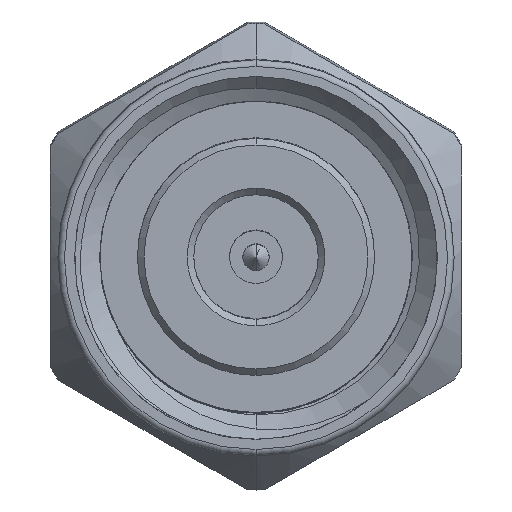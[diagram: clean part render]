
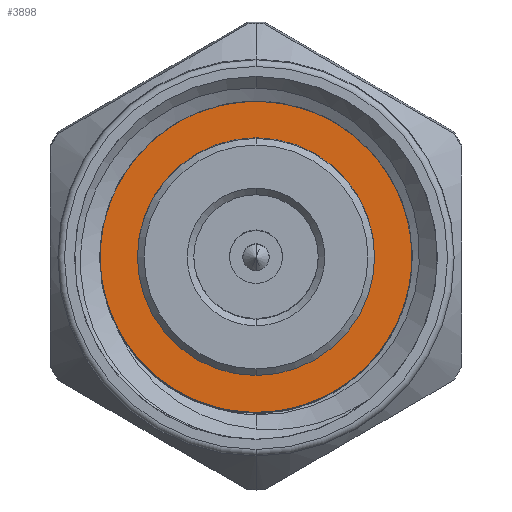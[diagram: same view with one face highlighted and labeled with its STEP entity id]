
A CAD part, top view. The second image highlights one B-rep face of the part: STEP entity #3898.
In plain terms, the highlighted planar face has unit normal (0, -0.009, 1).
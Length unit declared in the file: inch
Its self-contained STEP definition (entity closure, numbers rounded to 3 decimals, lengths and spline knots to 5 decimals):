
#41 = CARTESIAN_POINT ( 'NONE',  ( 0., 0.30316, 0.18803 ) ) ;
#74 = CARTESIAN_POINT ( 'NONE',  ( 0., 0.16537, 0.18683 ) ) ;
#225 = VECTOR ( 'NONE', #3951, 39.37008 ) ;
#229 = CARTESIAN_POINT ( 'NONE',  ( -0.04276, 0.03697, 0.18571 ) ) ;
#260 = CARTESIAN_POINT ( 'NONE',  ( 0., 0.16537, 0.18683 ) ) ;
#292 = ORIENTED_EDGE ( 'NONE', *, *, #2477, .T. ) ;
#679 = CARTESIAN_POINT ( 'NONE',  ( -0.08994, 0.06834, 0.18598 ) ) ;
#767 = AXIS2_PLACEMENT_3D ( 'NONE', #3440, #1042, #4453 ) ;
#884 = ORIENTED_EDGE ( 'NONE', *, *, #3475, .T. ) ;
#1042 = DIRECTION ( 'NONE',  ( 0., -0.009, 1. ) ) ;
#1091 = CARTESIAN_POINT ( 'NONE',  ( 0., 0.16537, 0.18683 ) ) ;
#1199 = DIRECTION ( 'NONE',  ( 0., -1., -0.009 ) ) ;
#1259 = CARTESIAN_POINT ( 'NONE',  ( 0., 0.28398, 0.18786 ) ) ;
#1311 = AXIS2_PLACEMENT_3D ( 'NONE', #74, #6113, #1199 ) ;
#1343 = CARTESIAN_POINT ( 'NONE',  ( 0., 0.16537, 0.18683 ) ) ;
#1399 = B_SPLINE_CURVE_WITH_KNOTS ( 'NONE', 3,
 ( #2954, #2930, #6333, #3426, #1471, #1967, #4415, #5883, #2977, #3542, #2118, #679, #4151, #4626, #4087, #3183, #229, #2218, #2137, #4564 ),
 .UNSPECIFIED., .F., .F.,
 ( 4, 2, 2, 2, 2, 2, 2, 2, 2, 4 ),
 ( 0., 0.00096, 0.00191, 0.00383, 0.00431, 0.00479, 0.00574, 0.00622, 0.0067, 0.00766 ),
 .UNSPECIFIED. ) ;
#1471 = CARTESIAN_POINT ( 'NONE',  ( -0.11925, 0.19765, 0.18711 ) ) ;
#1628 = EDGE_CURVE ( 'NONE', #4258, #5088, #2399, .T. ) ;
#1764 = ORIENTED_EDGE ( 'NONE', *, *, #6137, .F. ) ;
#1956 = CARTESIAN_POINT ( 'NONE',  ( 0., 0.02758, 0.18563 ) ) ;
#1967 = CARTESIAN_POINT ( 'NONE',  ( -0.12781, 0.16069, 0.18679 ) ) ;
#1994 = ORIENTED_EDGE ( 'NONE', *, *, #3589, .F. ) ;
#2111 = VERTEX_POINT ( 'NONE', #5896 ) ;
#2118 = CARTESIAN_POINT ( 'NONE',  ( -0.10161, 0.08312, 0.18611 ) ) ;
#2137 = CARTESIAN_POINT ( 'NONE',  ( -0.01271, 0.02829, 0.18563 ) ) ;
#2218 = CARTESIAN_POINT ( 'NONE',  ( -0.02498, 0.03075, 0.18565 ) ) ;
#2399 = CIRCLE ( 'NONE', #3001, 0.1378 ) ;
#2477 = EDGE_CURVE ( 'NONE', #5876, #3145, #3818, .T. ) ;
#2669 = ORIENTED_EDGE ( 'NONE', *, *, #3134, .T. ) ;
#2868 = CARTESIAN_POINT ( 'NONE',  ( -0.05976, 0.269, 0.18773 ) ) ;
#2930 = CARTESIAN_POINT ( 'NONE',  ( -0.09345, 0.24084, 0.18749 ) ) ;
#2954 = CARTESIAN_POINT ( 'NONE',  ( -0.08387, 0.24924, 0.18756 ) ) ;
#2977 = CARTESIAN_POINT ( 'NONE',  ( -0.11144, 0.09931, 0.18625 ) ) ;
#2998 = CARTESIAN_POINT ( 'NONE',  ( -0.08387, 0.24924, 0.18756 ) ) ;
#3001 = AXIS2_PLACEMENT_3D ( 'NONE', #260, #4131, #6136 ) ;
#3134 = EDGE_CURVE ( 'NONE', #5088, #5876, #3386, .T. ) ;
#3145 = VERTEX_POINT ( 'NONE', #2998 ) ;
#3183 = CARTESIAN_POINT ( 'NONE',  ( -0.04863, 0.03949, 0.18573 ) ) ;
#3278 = EDGE_LOOP ( 'NONE', ( #3300, #2669, #292, #884 ) ) ;
#3300 = ORIENTED_EDGE ( 'NONE', *, *, #1628, .T. ) ;
#3348 = DIRECTION ( 'NONE',  ( 0., -0.009, 1. ) ) ;
#3386 = LINE ( 'NONE', #1091, #225 ) ;
#3426 = CARTESIAN_POINT ( 'NONE',  ( -0.11452, 0.2094, 0.18721 ) ) ;
#3440 = CARTESIAN_POINT ( 'NONE',  ( 0., 0.16537, 0.18683 ) ) ;
#3475 = EDGE_CURVE ( 'NONE', #3145, #4258, #1399, .T. ) ;
#3542 = CARTESIAN_POINT ( 'NONE',  ( -0.10514, 0.08833, 0.18616 ) ) ;
#3589 = EDGE_CURVE ( 'NONE', #2111, #5548, #6191, .T. ) ;
#3657 = PLANE ( 'NONE',  #1311 ) ;
#3818 = B_SPLINE_CURVE_WITH_KNOTS ( 'NONE', 3,
 ( #4350, #4954, #5327, #2868, #5478, #6267 ),
 .UNSPECIFIED., .F., .F.,
 ( 4, 2, 4 ),
 ( 0., 0.00118, 0.00237 ),
 .UNSPECIFIED. ) ;
#3898 = ADVANCED_FACE ( 'NONE', ( #5726, #4442 ), #3657, .T. ) ;
#3951 = DIRECTION ( 'NONE',  ( 0., -1., -0.009 ) ) ;
#4014 = CIRCLE ( 'NONE', #767, 0.09 ) ;
#4087 = CARTESIAN_POINT ( 'NONE',  ( -0.05986, 0.0453, 0.18578 ) ) ;
#4131 = DIRECTION ( 'NONE',  ( 0., -0.009, 1. ) ) ;
#4151 = CARTESIAN_POINT ( 'NONE',  ( -0.08059, 0.0595, 0.1859 ) ) ;
#4258 = VERTEX_POINT ( 'NONE', #1956 ) ;
#4350 = CARTESIAN_POINT ( 'NONE',  ( 0., 0.28398, 0.18786 ) ) ;
#4415 = CARTESIAN_POINT ( 'NONE',  ( -0.12564, 0.13436, 0.18656 ) ) ;
#4442 = FACE_OUTER_BOUND ( 'NONE', #3278, .T. ) ;
#4453 = DIRECTION ( 'NONE',  ( 0., -1., -0.009 ) ) ;
#4564 = CARTESIAN_POINT ( 'NONE',  ( 0., 0.02758, 0.18563 ) ) ;
#4602 = AXIS2_PLACEMENT_3D ( 'NONE', #1343, #3348, #4801 ) ;
#4626 = CARTESIAN_POINT ( 'NONE',  ( -0.06523, 0.04858, 0.18581 ) ) ;
#4801 = DIRECTION ( 'NONE',  ( 0., -1., -0.009 ) ) ;
#4886 = EDGE_LOOP ( 'NONE', ( #1994, #1764 ) ) ;
#4954 = CARTESIAN_POINT ( 'NONE',  ( -0.01555, 0.28398, 0.18786 ) ) ;
#5088 = VERTEX_POINT ( 'NONE', #41 ) ;
#5327 = CARTESIAN_POINT ( 'NONE',  ( -0.03105, 0.2809, 0.18784 ) ) ;
#5478 = CARTESIAN_POINT ( 'NONE',  ( -0.07288, 0.26023, 0.18766 ) ) ;
#5548 = VERTEX_POINT ( 'NONE', #6155 ) ;
#5726 = FACE_BOUND ( 'NONE', #4886, .T. ) ;
#5876 = VERTEX_POINT ( 'NONE', #1259 ) ;
#5883 = CARTESIAN_POINT ( 'NONE',  ( -0.11419, 0.10507, 0.1863 ) ) ;
#5896 = CARTESIAN_POINT ( 'NONE',  ( 0., 0.25537, 0.18761 ) ) ;
#6113 = DIRECTION ( 'NONE',  ( 0., -0.009, 1. ) ) ;
#6136 = DIRECTION ( 'NONE',  ( 0., -1., -0.009 ) ) ;
#6137 = EDGE_CURVE ( 'NONE', #5548, #2111, #4014, .T. ) ;
#6155 = CARTESIAN_POINT ( 'NONE',  ( 0., 0.07537, 0.18604 ) ) ;
#6191 = CIRCLE ( 'NONE', #4602, 0.09 ) ;
#6267 = CARTESIAN_POINT ( 'NONE',  ( -0.08387, 0.24924, 0.18756 ) ) ;
#6333 = CARTESIAN_POINT ( 'NONE',  ( -0.10149, 0.23118, 0.1874 ) ) ;
